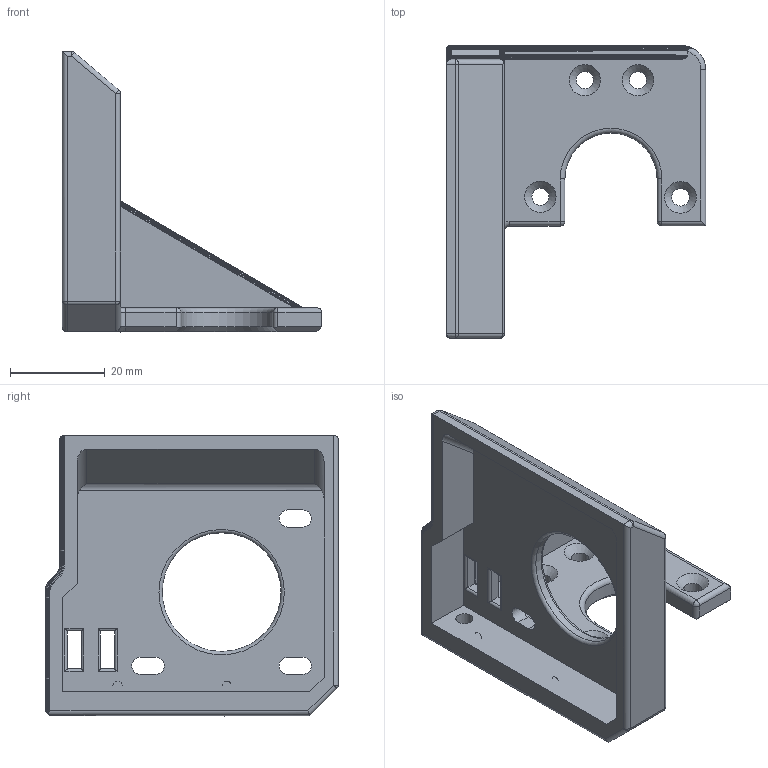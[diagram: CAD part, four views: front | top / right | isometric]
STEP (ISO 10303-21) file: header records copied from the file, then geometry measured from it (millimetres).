
FILE_DESCRIPTION(/* description */ (''),/* implementation_level */ '2;1');
FILE_NAME(/* name */ 'BOOTHY BMG MOUNT REMIX v1.step',/* time_stamp */ '2020-01-29T12:35:26-05:00',/* author */ (''),/* organization */ (''),/* preprocessor_version */ 'ST-DEVELOPER v18',/* originating_system */ 'Autodesk Translation Framework v8.12.0.6',/* authorisation */ '');
FILE_SCHEMA (('AUTOMOTIVE_DESIGN { 1 0 10303 214 3 1 1 }'));
Length unit declared in the file: millimetre
Products named in the file (2): BOOTHY BMG MOUNT REMIX; Component1
Assembly tree (1 placements, depth 2):
  BOOTHY BMG MOUNT REMIX
    Component1
Bounding box: 54.61 x 61.61 x 59.21 mm (x, y, z)
Volume: 22810.6 mm3; surface area: 14129 mm2
Topology: 16 solids, 16 shells, 1324 faces, 2248 edges, 957 vertices
Faces by surface type: plane 1252, cylinder 53, sphere 7, cone 7, torus 5
Full cylindrical faces by diameter (mm): 3.6 x4, 3.7 x1, 25 x1
Entity records: 28651 total; most frequent: DIRECTION 5034, CARTESIAN_POINT 4663, ORIENTED_EDGE 4496, EDGE_CURVE 2248, LINE 2090, VECTOR 2090, AXIS2_PLACEMENT_3D 1472, EDGE_LOOP 1347
